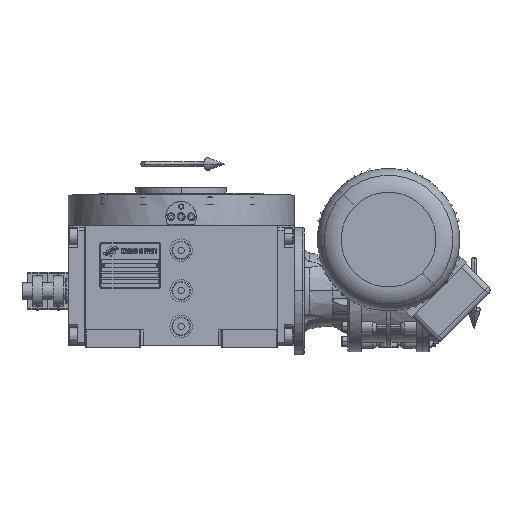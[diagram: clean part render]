
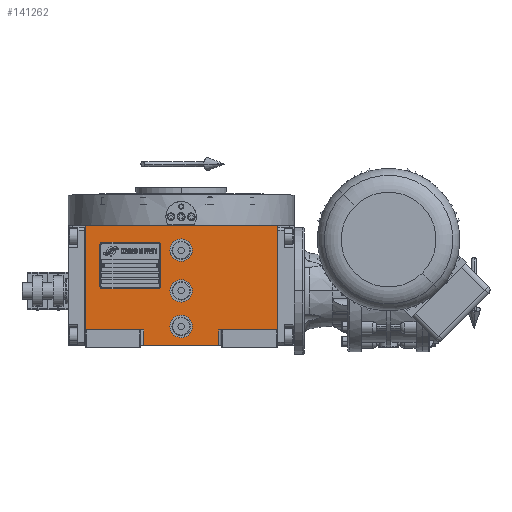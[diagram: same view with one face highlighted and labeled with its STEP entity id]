
A CAD part, top view. The second image highlights one B-rep face of the part: STEP entity #141262.
In plain terms, the highlighted planar face has unit normal (0, 0, 1).
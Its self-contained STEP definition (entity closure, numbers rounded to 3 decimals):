
#712 = VERTEX_POINT ( 'NONE', #101486 ) ;
#1099 = EDGE_CURVE ( 'NONE', #58681, #77953, #99205, .T. ) ;
#3319 = AXIS2_PLACEMENT_3D ( 'NONE', #126690, #27822, #81933 ) ;
#5779 = EDGE_CURVE ( 'NONE', #34719, #712, #101342, .T. ) ;
#6594 = EDGE_LOOP ( 'NONE', ( #115120, #110850 ) ) ;
#7684 = VECTOR ( 'NONE', #72112, 1000. ) ;
#7685 = LINE ( 'NONE', #40195, #88805 ) ;
#7917 = VERTEX_POINT ( 'NONE', #22021 ) ;
#9822 = ORIENTED_EDGE ( 'NONE', *, *, #5779, .F. ) ;
#10206 = CARTESIAN_POINT ( 'NONE',  ( 0., 40., 163.5 ) ) ;
#12180 = EDGE_CURVE ( 'NONE', #94858, #81845, #118876, .T. ) ;
#15222 = CARTESIAN_POINT ( 'NONE',  ( 37., -38.5, 163.5 ) ) ;
#15753 = CARTESIAN_POINT ( 'NONE',  ( -11., -35., 163.5 ) ) ;
#16094 = DIRECTION ( 'NONE',  ( 1., 0., 0. ) ) ;
#17453 = ORIENTED_EDGE ( 'NONE', *, *, #55873, .T. ) ;
#19262 = CIRCLE ( 'NONE', #102215, 11. ) ;
#20144 = EDGE_CURVE ( 'NONE', #79941, #101181, #19262, .T. ) ;
#20361 = VECTOR ( 'NONE', #95119, 1000. ) ;
#21391 = DIRECTION ( 'NONE',  ( -1., 0., 0. ) ) ;
#21615 = CARTESIAN_POINT ( 'NONE',  ( 94.5, 64.5, 163.5 ) ) ;
#21785 = ORIENTED_EDGE ( 'NONE', *, *, #40753, .F. ) ;
#22021 = CARTESIAN_POINT ( 'NONE',  ( -37., -38.5, 163.5 ) ) ;
#23768 = ORIENTED_EDGE ( 'NONE', *, *, #133247, .T. ) ;
#23784 = CARTESIAN_POINT ( 'NONE',  ( 0., -35., 163.5 ) ) ;
#25222 = DIRECTION ( 'NONE',  ( 0., 0., 1. ) ) ;
#26845 = EDGE_CURVE ( 'NONE', #73333, #90242, #40694, .T. ) ;
#27822 = DIRECTION ( 'NONE',  ( 0., 0., 1. ) ) ;
#28011 = LINE ( 'NONE', #40248, #20361 ) ;
#28460 = LINE ( 'NONE', #61621, #93000 ) ;
#28520 = PLANE ( 'NONE',  #39372 ) ;
#31079 = CARTESIAN_POINT ( 'NONE',  ( 11., -35., 163.5 ) ) ;
#31893 = DIRECTION ( 'NONE',  ( -1., 0., 0. ) ) ;
#32231 = DIRECTION ( 'NONE',  ( 0., 0., 1. ) ) ;
#33510 = CARTESIAN_POINT ( 'NONE',  ( -37., -53.5, 163.5 ) ) ;
#33529 = VECTOR ( 'NONE', #128734, 1000. ) ;
#34634 = CARTESIAN_POINT ( 'NONE',  ( 37., -53.5, 163.5 ) ) ;
#34719 = VERTEX_POINT ( 'NONE', #111662 ) ;
#38569 = DIRECTION ( 'NONE',  ( 0., 1., 0. ) ) ;
#39034 = AXIS2_PLACEMENT_3D ( 'NONE', #117846, #73807, #130052 ) ;
#39372 = AXIS2_PLACEMENT_3D ( 'NONE', #83359, #127379, #58832 ) ;
#40195 = CARTESIAN_POINT ( 'NONE',  ( -37., -53.5, 163.5 ) ) ;
#40248 = CARTESIAN_POINT ( 'NONE',  ( 37., -38.5, 163.5 ) ) ;
#40694 = LINE ( 'NONE', #50781, #33529 ) ;
#40753 = EDGE_CURVE ( 'NONE', #130404, #77953, #136446, .T. ) ;
#41970 = ORIENTED_EDGE ( 'NONE', *, *, #1099, .T. ) ;
#43617 = EDGE_CURVE ( 'NONE', #81845, #94858, #125523, .T. ) ;
#43958 = EDGE_CURVE ( 'NONE', #101181, #79941, #93263, .T. ) ;
#48336 = ORIENTED_EDGE ( 'NONE', *, *, #43617, .F. ) ;
#48579 = VECTOR ( 'NONE', #106155, 1000. ) ;
#50129 = FACE_OUTER_BOUND ( 'NONE', #60383, .T. ) ;
#50781 = CARTESIAN_POINT ( 'NONE',  ( -94.5, -38.5, 163.5 ) ) ;
#52336 = ORIENTED_EDGE ( 'NONE', *, *, #26845, .F. ) ;
#54148 = CARTESIAN_POINT ( 'NONE',  ( -94.5, 64.5, 163.5 ) ) ;
#55778 = VECTOR ( 'NONE', #123516, 1000. ) ;
#55873 = EDGE_CURVE ( 'NONE', #130404, #96596, #28011, .T. ) ;
#58387 = DIRECTION ( 'NONE',  ( 1., 0., 0. ) ) ;
#58646 = AXIS2_PLACEMENT_3D ( 'NONE', #81055, #105566, #16094 ) ;
#58681 = VERTEX_POINT ( 'NONE', #93797 ) ;
#58832 = DIRECTION ( 'NONE',  ( 1., 0., 0. ) ) ;
#60383 = EDGE_LOOP ( 'NONE', ( #41970, #21785, #17453, #23768, #118236, #52336, #108797, #109951 ) ) ;
#61277 = LINE ( 'NONE', #83662, #7684 ) ;
#61621 = CARTESIAN_POINT ( 'NONE',  ( 94.5, -38.5, 163.5 ) ) ;
#62561 = DIRECTION ( 'NONE',  ( 0., 1., 0. ) ) ;
#63518 = CARTESIAN_POINT ( 'NONE',  ( 11., 0., 163.5 ) ) ;
#71817 = FACE_BOUND ( 'NONE', #106874, .T. ) ;
#72112 = DIRECTION ( 'NONE',  ( 1., 0., 0. ) ) ;
#72212 = LINE ( 'NONE', #140749, #48579 ) ;
#72796 = AXIS2_PLACEMENT_3D ( 'NONE', #23784, #25222, #58387 ) ;
#73333 = VERTEX_POINT ( 'NONE', #140156 ) ;
#73807 = DIRECTION ( 'NONE',  ( 0., 0., 1. ) ) ;
#74392 = EDGE_CURVE ( 'NONE', #712, #34719, #138123, .T. ) ;
#76567 = EDGE_CURVE ( 'NONE', #73333, #7917, #72212, .T. ) ;
#76917 = EDGE_LOOP ( 'NONE', ( #94199, #9822 ) ) ;
#77537 = DIRECTION ( 'NONE',  ( 1., 0., 0. ) ) ;
#77953 = VERTEX_POINT ( 'NONE', #34634 ) ;
#79941 = VERTEX_POINT ( 'NONE', #118163 ) ;
#81055 = CARTESIAN_POINT ( 'NONE',  ( 0., 0., 163.5 ) ) ;
#81845 = VERTEX_POINT ( 'NONE', #15753 ) ;
#81933 = DIRECTION ( 'NONE',  ( -1., 0., 0. ) ) ;
#83359 = CARTESIAN_POINT ( 'NONE',  ( -94.5, -53.5, 163.5 ) ) ;
#83662 = CARTESIAN_POINT ( 'NONE',  ( -94.5, 64.5, 163.5 ) ) ;
#88760 = ORIENTED_EDGE ( 'NONE', *, *, #12180, .F. ) ;
#88805 = VECTOR ( 'NONE', #62561, 1000. ) ;
#90242 = VERTEX_POINT ( 'NONE', #54148 ) ;
#93000 = VECTOR ( 'NONE', #38569, 1000. ) ;
#93263 = CIRCLE ( 'NONE', #58646, 11. ) ;
#93463 = FACE_BOUND ( 'NONE', #6594, .T. ) ;
#93797 = CARTESIAN_POINT ( 'NONE',  ( -37., -53.5, 163.5 ) ) ;
#94199 = ORIENTED_EDGE ( 'NONE', *, *, #74392, .F. ) ;
#94858 = VERTEX_POINT ( 'NONE', #31079 ) ;
#95119 = DIRECTION ( 'NONE',  ( 1., 0., 0. ) ) ;
#96596 = VERTEX_POINT ( 'NONE', #124670 ) ;
#97569 = EDGE_CURVE ( 'NONE', #58681, #7917, #7685, .T. ) ;
#99205 = LINE ( 'NONE', #33510, #136971 ) ;
#100046 = VERTEX_POINT ( 'NONE', #21615 ) ;
#101181 = VERTEX_POINT ( 'NONE', #63518 ) ;
#101342 = CIRCLE ( 'NONE', #108260, 11. ) ;
#101486 = CARTESIAN_POINT ( 'NONE',  ( 11., 40., 163.5 ) ) ;
#102215 = AXIS2_PLACEMENT_3D ( 'NONE', #141194, #32231, #21391 ) ;
#105566 = DIRECTION ( 'NONE',  ( 0., 0., 1. ) ) ;
#106155 = DIRECTION ( 'NONE',  ( 1., 0., 0. ) ) ;
#106874 = EDGE_LOOP ( 'NONE', ( #88760, #48336 ) ) ;
#108260 = AXIS2_PLACEMENT_3D ( 'NONE', #10206, #140865, #31893 ) ;
#108797 = ORIENTED_EDGE ( 'NONE', *, *, #76567, .T. ) ;
#109951 = ORIENTED_EDGE ( 'NONE', *, *, #97569, .F. ) ;
#110850 = ORIENTED_EDGE ( 'NONE', *, *, #20144, .F. ) ;
#111662 = CARTESIAN_POINT ( 'NONE',  ( -11., 40., 163.5 ) ) ;
#115120 = ORIENTED_EDGE ( 'NONE', *, *, #43958, .F. ) ;
#115860 = FACE_BOUND ( 'NONE', #76917, .T. ) ;
#117846 = CARTESIAN_POINT ( 'NONE',  ( 0., 40., 163.5 ) ) ;
#118163 = CARTESIAN_POINT ( 'NONE',  ( -11., 0., 163.5 ) ) ;
#118236 = ORIENTED_EDGE ( 'NONE', *, *, #133425, .F. ) ;
#118876 = CIRCLE ( 'NONE', #72796, 11. ) ;
#120819 = CARTESIAN_POINT ( 'NONE',  ( 37., -38.5, 163.5 ) ) ;
#123516 = DIRECTION ( 'NONE',  ( 0., -1., 0. ) ) ;
#124670 = CARTESIAN_POINT ( 'NONE',  ( 94.5, -38.5, 163.5 ) ) ;
#125523 = CIRCLE ( 'NONE', #3319, 11. ) ;
#126690 = CARTESIAN_POINT ( 'NONE',  ( 0., -35., 163.5 ) ) ;
#127379 = DIRECTION ( 'NONE',  ( 0., 0., 1. ) ) ;
#128734 = DIRECTION ( 'NONE',  ( 0., 1., 0. ) ) ;
#130052 = DIRECTION ( 'NONE',  ( 1., 0., 0. ) ) ;
#130404 = VERTEX_POINT ( 'NONE', #120819 ) ;
#133247 = EDGE_CURVE ( 'NONE', #96596, #100046, #28460, .T. ) ;
#133425 = EDGE_CURVE ( 'NONE', #90242, #100046, #61277, .T. ) ;
#136446 = LINE ( 'NONE', #15222, #55778 ) ;
#136971 = VECTOR ( 'NONE', #77537, 1000. ) ;
#138123 = CIRCLE ( 'NONE', #39034, 11. ) ;
#140156 = CARTESIAN_POINT ( 'NONE',  ( -94.5, -38.5, 163.5 ) ) ;
#140749 = CARTESIAN_POINT ( 'NONE',  ( -94.5, -38.5, 163.5 ) ) ;
#140865 = DIRECTION ( 'NONE',  ( 0., 0., 1. ) ) ;
#141194 = CARTESIAN_POINT ( 'NONE',  ( 0., 0., 163.5 ) ) ;
#141262 = ADVANCED_FACE ( 'NONE', ( #93463, #71817, #115860, #50129 ), #28520, .T. ) ;
